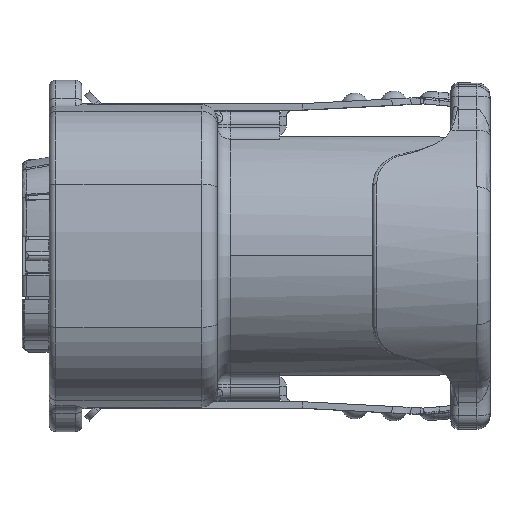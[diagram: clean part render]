
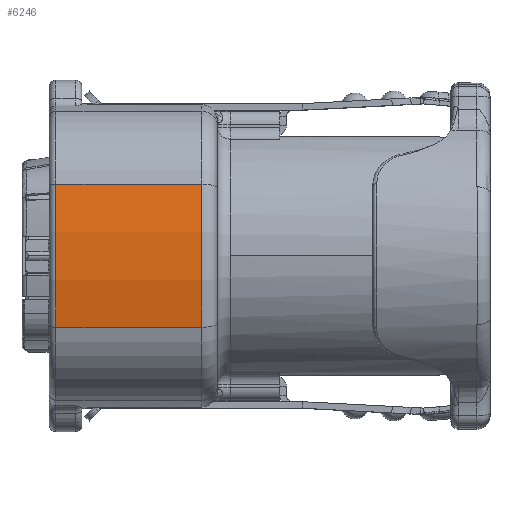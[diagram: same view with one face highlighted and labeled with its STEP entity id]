
A CAD part, top view. The second image highlights one B-rep face of the part: STEP entity #6246.
In plain terms, the highlighted cylindrical face has radius 24.5 mm (diameter 49 mm), a partial arc.
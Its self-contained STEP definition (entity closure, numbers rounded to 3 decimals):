
#326 = ORIENTED_EDGE ( 'NONE', *, *, #36543, .T. ) ;
#445 = CARTESIAN_POINT ( 'NONE',  ( -1.2, -3.67, 12.477 ) ) ;
#645 = DIRECTION ( 'NONE',  ( 1., 0., 0. ) ) ;
#1332 = ORIENTED_EDGE ( 'NONE', *, *, #18003, .T. ) ;
#2675 = CYLINDRICAL_SURFACE ( 'NONE', #4328, 24.5 ) ;
#3166 = DIRECTION ( 'NONE',  ( 1., 0., 0. ) ) ;
#3850 = CIRCLE ( 'NONE', #5683, 24.5 ) ;
#4328 = AXIS2_PLACEMENT_3D ( 'NONE', #18689, #8958, #15604 ) ;
#5683 = AXIS2_PLACEMENT_3D ( 'NONE', #29084, #645, #35594 ) ;
#6246 = ADVANCED_FACE ( 'NONE', ( #24861 ), #2675, .T. ) ;
#6538 = VERTEX_POINT ( 'NONE', #31975 ) ;
#8503 = DIRECTION ( 'NONE',  ( 0., 0., -1. ) ) ;
#8958 = DIRECTION ( 'NONE',  ( 1., 0., 0. ) ) ;
#11596 = ORIENTED_EDGE ( 'NONE', *, *, #22711, .T. ) ;
#13281 = LINE ( 'NONE', #31189, #19463 ) ;
#14831 = EDGE_CURVE ( 'NONE', #6538, #25402, #20624, .T. ) ;
#15383 = DIRECTION ( 'NONE',  ( 1., 0., 0. ) ) ;
#15529 = CARTESIAN_POINT ( 'NONE',  ( -1.5, 7.31, 12.477 ) ) ;
#15604 = DIRECTION ( 'NONE',  ( 0., 0., -1. ) ) ;
#17422 = DIRECTION ( 'NONE',  ( -1., 0., 0. ) ) ;
#17547 = CARTESIAN_POINT ( 'NONE',  ( -12.4, -3.67, 12.477 ) ) ;
#18003 = EDGE_CURVE ( 'NONE', #6538, #38891, #3850, .T. ) ;
#18689 = CARTESIAN_POINT ( 'NONE',  ( -1.5, 1.82, -11.4 ) ) ;
#19463 = VECTOR ( 'NONE', #3166, 1000. ) ;
#20624 = LINE ( 'NONE', #15529, #24930 ) ;
#21293 = VERTEX_POINT ( 'NONE', #445 ) ;
#22711 = EDGE_CURVE ( 'NONE', #21293, #25402, #26677, .T. ) ;
#24861 = FACE_OUTER_BOUND ( 'NONE', #28929, .T. ) ;
#24930 = VECTOR ( 'NONE', #15383, 1000. ) ;
#25402 = VERTEX_POINT ( 'NONE', #25547 ) ;
#25547 = CARTESIAN_POINT ( 'NONE',  ( -1.2, 7.31, 12.477 ) ) ;
#26677 = CIRCLE ( 'NONE', #32729, 24.5 ) ;
#28929 = EDGE_LOOP ( 'NONE', ( #37232, #1332, #326, #11596 ) ) ;
#29084 = CARTESIAN_POINT ( 'NONE',  ( -12.4, 1.82, -11.4 ) ) ;
#31189 = CARTESIAN_POINT ( 'NONE',  ( -1.5, -3.67, 12.477 ) ) ;
#31975 = CARTESIAN_POINT ( 'NONE',  ( -12.4, 7.31, 12.477 ) ) ;
#32729 = AXIS2_PLACEMENT_3D ( 'NONE', #35749, #17422, #8503 ) ;
#35594 = DIRECTION ( 'NONE',  ( 0., 0., -1. ) ) ;
#35749 = CARTESIAN_POINT ( 'NONE',  ( -1.2, 1.82, -11.4 ) ) ;
#36543 = EDGE_CURVE ( 'NONE', #38891, #21293, #13281, .T. ) ;
#37232 = ORIENTED_EDGE ( 'NONE', *, *, #14831, .F. ) ;
#38891 = VERTEX_POINT ( 'NONE', #17547 ) ;
